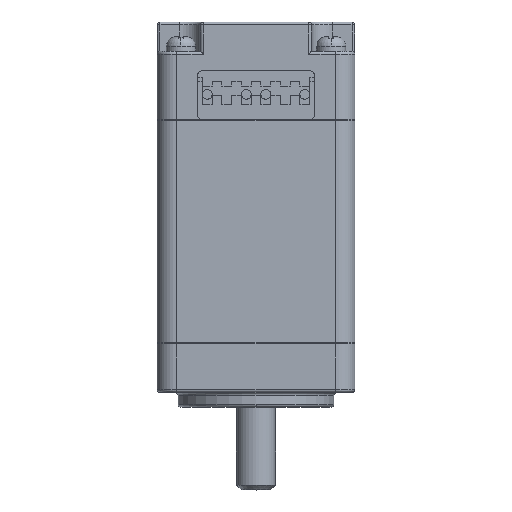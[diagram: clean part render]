
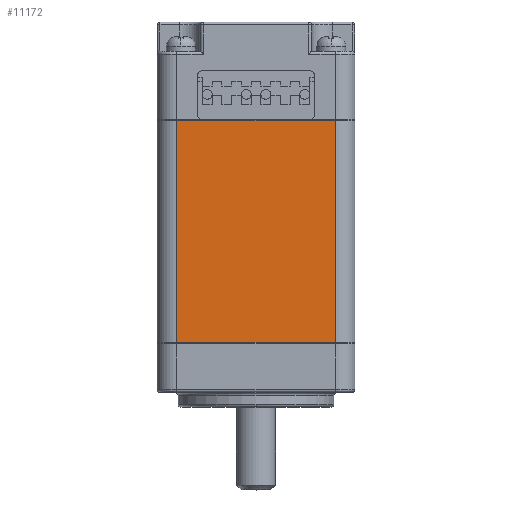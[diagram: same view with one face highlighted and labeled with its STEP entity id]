
A CAD part, front view. The second image highlights one B-rep face of the part: STEP entity #11172.
In plain terms, the highlighted planar face has unit normal (0, -1, 0).
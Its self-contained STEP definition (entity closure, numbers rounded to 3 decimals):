
#135 = ORIENTED_EDGE ( 'NONE', *, *, #13429, .T. ) ;
#791 = LINE ( 'NONE', #9895, #6955 ) ;
#801 = ORIENTED_EDGE ( 'NONE', *, *, #5871, .F. ) ;
#1416 = DIRECTION ( 'NONE',  ( 0., 0., 1. ) ) ;
#1634 = FACE_OUTER_BOUND ( 'NONE', #4022, .T. ) ;
#2422 = VECTOR ( 'NONE', #3975, 1000. ) ;
#2615 = VECTOR ( 'NONE', #12150, 1000. ) ;
#3766 = CARTESIAN_POINT ( 'NONE',  ( 8.15, -10.15, 38. ) ) ;
#3936 = DIRECTION ( 'NONE',  ( 0., 1., 0. ) ) ;
#3975 = DIRECTION ( 'NONE',  ( 1., 0., 0. ) ) ;
#4022 = EDGE_LOOP ( 'NONE', ( #801, #6611, #135, #7063 ) ) ;
#5871 = EDGE_CURVE ( 'NONE', #9133, #8657, #10844, .T. ) ;
#6031 = CARTESIAN_POINT ( 'NONE',  ( 8.15, -10.15, 5.1 ) ) ;
#6247 = CARTESIAN_POINT ( 'NONE',  ( -8.15, -10.15, 27.9 ) ) ;
#6372 = PLANE ( 'NONE',  #9573 ) ;
#6611 = ORIENTED_EDGE ( 'NONE', *, *, #7957, .F. ) ;
#6955 = VECTOR ( 'NONE', #1416, 1000. ) ;
#7063 = ORIENTED_EDGE ( 'NONE', *, *, #13321, .F. ) ;
#7957 = EDGE_CURVE ( 'NONE', #15566, #9133, #791, .T. ) ;
#8657 = VERTEX_POINT ( 'NONE', #12048 ) ;
#8884 = LINE ( 'NONE', #12352, #2422 ) ;
#9133 = VERTEX_POINT ( 'NONE', #6247 ) ;
#9453 = LINE ( 'NONE', #3766, #2615 ) ;
#9573 = AXIS2_PLACEMENT_3D ( 'NONE', #11119, #3936, #12318 ) ;
#9895 = CARTESIAN_POINT ( 'NONE',  ( -8.15, -10.15, 38. ) ) ;
#10088 = CARTESIAN_POINT ( 'NONE',  ( 0., -10.15, 27.9 ) ) ;
#10844 = LINE ( 'NONE', #10088, #13655 ) ;
#11119 = CARTESIAN_POINT ( 'NONE',  ( -10.15, -10.15, 38. ) ) ;
#11172 = ADVANCED_FACE ( 'NONE', ( #1634 ), #6372, .F. ) ;
#11273 = DIRECTION ( 'NONE',  ( 1., 0., 0. ) ) ;
#11547 = VERTEX_POINT ( 'NONE', #6031 ) ;
#12048 = CARTESIAN_POINT ( 'NONE',  ( 8.15, -10.15, 27.9 ) ) ;
#12150 = DIRECTION ( 'NONE',  ( 0., 0., -1. ) ) ;
#12318 = DIRECTION ( 'NONE',  ( 0., 0., 1. ) ) ;
#12352 = CARTESIAN_POINT ( 'NONE',  ( 0., -10.15, 5.1 ) ) ;
#13032 = CARTESIAN_POINT ( 'NONE',  ( -8.15, -10.15, 5.1 ) ) ;
#13321 = EDGE_CURVE ( 'NONE', #8657, #11547, #9453, .T. ) ;
#13429 = EDGE_CURVE ( 'NONE', #15566, #11547, #8884, .T. ) ;
#13655 = VECTOR ( 'NONE', #11273, 1000. ) ;
#15566 = VERTEX_POINT ( 'NONE', #13032 ) ;
